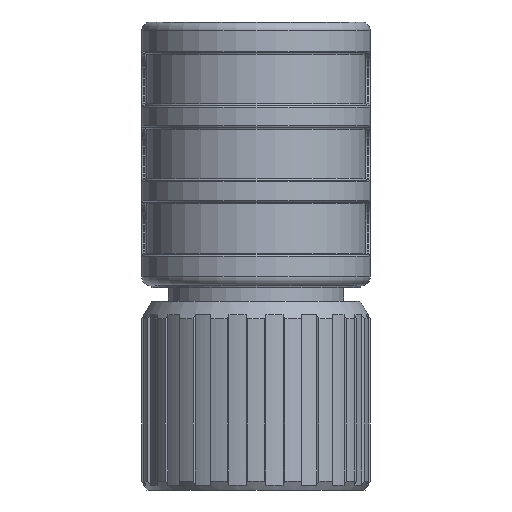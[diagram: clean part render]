
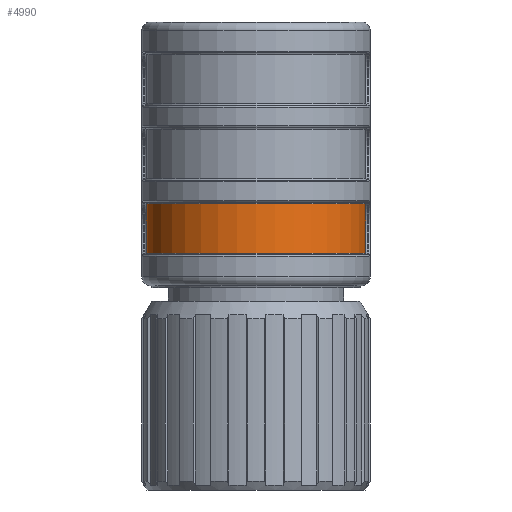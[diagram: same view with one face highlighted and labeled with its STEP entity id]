
A CAD part, front view. The second image highlights one B-rep face of the part: STEP entity #4990.
In plain terms, the highlighted cylindrical face has radius 12.5 mm (diameter 25 mm), a partial arc.
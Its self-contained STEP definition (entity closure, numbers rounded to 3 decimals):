
#2123=FACE_OUTER_BOUND('',#6622,.T.);
#2800=CYLINDRICAL_SURFACE('',#17775,12.5);
#3288=LINE('',#30198,#3866);
#3289=LINE('',#30200,#3867);
#3866=VECTOR('',#20497,1.);
#3867=VECTOR('',#20500,1.);
#4990=ADVANCED_FACE('',(#2123),#2800,.T.);
#6622=EDGE_LOOP('',(#10026,#10027,#10028,#10029));
#10026=ORIENTED_EDGE('',*,*,#15319,.F.);
#10027=ORIENTED_EDGE('',*,*,#15147,.T.);
#10028=ORIENTED_EDGE('',*,*,#15318,.T.);
#10029=ORIENTED_EDGE('',*,*,#15183,.T.);
#13162=VERTEX_POINT('',#29352);
#13163=VERTEX_POINT('',#29356);
#13182=VERTEX_POINT('',#29428);
#13183=VERTEX_POINT('',#29432);
#15147=EDGE_CURVE('',#13163,#13162,#16524,.T.);
#15183=EDGE_CURVE('',#13183,#13182,#16550,.T.);
#15318=EDGE_CURVE('',#13162,#13183,#3288,.T.);
#15319=EDGE_CURVE('',#13163,#13182,#3289,.T.);
#16524=CIRCLE('',#17685,12.5);
#16550=CIRCLE('',#17730,12.5);
#17685=AXIS2_PLACEMENT_3D('',#29357,#20308,#20309);
#17730=AXIS2_PLACEMENT_3D('',#29431,#20408,#20409);
#17775=AXIS2_PLACEMENT_3D('',#30201,#20501,#20502);
#20308=DIRECTION('',(0.,0.,-1.));
#20309=DIRECTION('',(0.,1.,0.));
#20408=DIRECTION('',(0.,0.,1.));
#20409=DIRECTION('',(1.,0.,0.));
#20497=DIRECTION('',(0.,0.,-1.));
#20500=DIRECTION('',(0.,0.,-1.));
#20501=DIRECTION('',(0.,0.,-1.));
#20502=DIRECTION('',(-1.,0.,0.));
#29352=CARTESIAN_POINT('',(-12.5,-4.664,-10.462));
#29356=CARTESIAN_POINT('',(12.5,-4.664,-10.462));
#29357=CARTESIAN_POINT('',(0.,-4.664,-10.462));
#29428=CARTESIAN_POINT('',(12.5,-4.664,-16.062));
#29431=CARTESIAN_POINT('',(0.,-4.664,-16.062));
#29432=CARTESIAN_POINT('',(-12.5,-4.664,-16.062));
#30198=CARTESIAN_POINT('',(-12.5,-4.664,10.238));
#30200=CARTESIAN_POINT('',(12.5,-4.664,10.238));
#30201=CARTESIAN_POINT('',(0.,-4.664,10.238));
